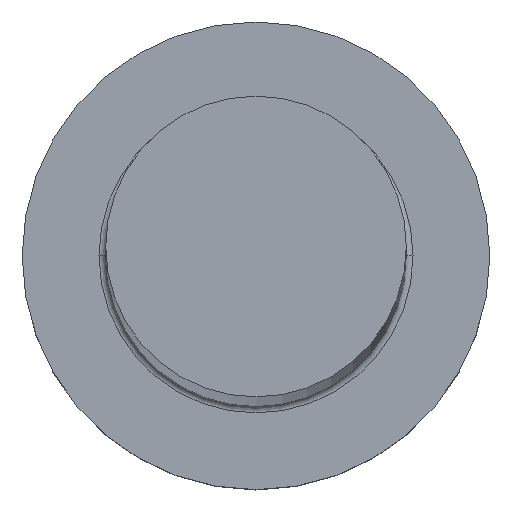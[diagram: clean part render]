
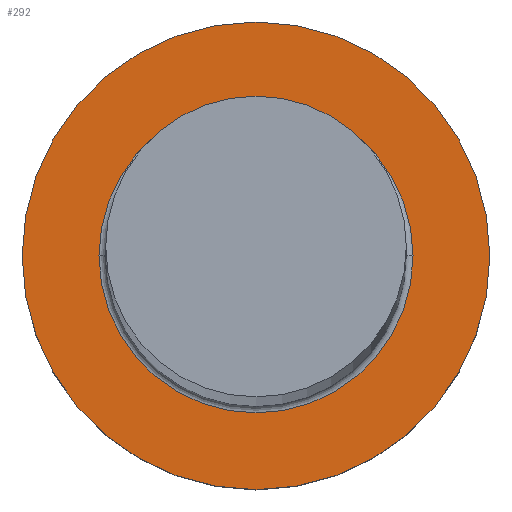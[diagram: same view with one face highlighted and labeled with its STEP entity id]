
A CAD part, top view. The second image highlights one B-rep face of the part: STEP entity #292.
In plain terms, the highlighted planar face has unit normal (0, 0, 1).
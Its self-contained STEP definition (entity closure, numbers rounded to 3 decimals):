
#3 = VERTEX_POINT ( 'NONE', #120 ) ;
#11 = CIRCLE ( 'NONE', #195, 4.7 ) ;
#12 = CARTESIAN_POINT ( 'NONE',  ( 0., 0., 5. ) ) ;
#20 = CIRCLE ( 'NONE', #179, 7. ) ;
#38 = DIRECTION ( 'NONE',  ( 1., 0., 0. ) ) ;
#51 = AXIS2_PLACEMENT_3D ( 'NONE', #106, #290, #107 ) ;
#54 = ORIENTED_EDGE ( 'NONE', *, *, #306, .T. ) ;
#78 = VERTEX_POINT ( 'NONE', #255 ) ;
#85 = DIRECTION ( 'NONE',  ( 1., 0., 0. ) ) ;
#94 = CARTESIAN_POINT ( 'NONE',  ( -4.7, 0., 5. ) ) ;
#96 = ORIENTED_EDGE ( 'NONE', *, *, #212, .T. ) ;
#98 = EDGE_LOOP ( 'NONE', ( #96, #149 ) ) ;
#106 = CARTESIAN_POINT ( 'NONE',  ( 0., 0., 5. ) ) ;
#107 = DIRECTION ( 'NONE',  ( 1., 0., 0. ) ) ;
#120 = CARTESIAN_POINT ( 'NONE',  ( -7., 0., 5. ) ) ;
#128 = DIRECTION ( 'NONE',  ( 0., 0., 1. ) ) ;
#130 = DIRECTION ( 'NONE',  ( 1., 0., 0. ) ) ;
#140 = VERTEX_POINT ( 'NONE', #94 ) ;
#145 = AXIS2_PLACEMENT_3D ( 'NONE', #247, #244, #130 ) ;
#149 = ORIENTED_EDGE ( 'NONE', *, *, #166, .T. ) ;
#150 = ORIENTED_EDGE ( 'NONE', *, *, #174, .T. ) ;
#155 = FACE_BOUND ( 'NONE', #98, .T. ) ;
#166 = EDGE_CURVE ( 'NONE', #140, #78, #11, .T. ) ;
#167 = EDGE_LOOP ( 'NONE', ( #54, #150 ) ) ;
#168 = VERTEX_POINT ( 'NONE', #222 ) ;
#171 = CARTESIAN_POINT ( 'NONE',  ( 0., 0., 5. ) ) ;
#174 = EDGE_CURVE ( 'NONE', #168, #3, #261, .T. ) ;
#177 = FACE_OUTER_BOUND ( 'NONE', #167, .T. ) ;
#179 = AXIS2_PLACEMENT_3D ( 'NONE', #223, #128, #220 ) ;
#195 = AXIS2_PLACEMENT_3D ( 'NONE', #171, #202, #38 ) ;
#202 = DIRECTION ( 'NONE',  ( 0., 0., -1. ) ) ;
#212 = EDGE_CURVE ( 'NONE', #78, #140, #307, .T. ) ;
#220 = DIRECTION ( 'NONE',  ( 1., 0., 0. ) ) ;
#222 = CARTESIAN_POINT ( 'NONE',  ( 7., 0., 5. ) ) ;
#223 = CARTESIAN_POINT ( 'NONE',  ( 0., 0., 5. ) ) ;
#244 = DIRECTION ( 'NONE',  ( 0., 0., 1. ) ) ;
#247 = CARTESIAN_POINT ( 'NONE',  ( 0., 0., 5. ) ) ;
#255 = CARTESIAN_POINT ( 'NONE',  ( 4.7, 0., 5. ) ) ;
#261 = CIRCLE ( 'NONE', #51, 7. ) ;
#270 = AXIS2_PLACEMENT_3D ( 'NONE', #12, #273, #85 ) ;
#273 = DIRECTION ( 'NONE',  ( 0., 0., -1. ) ) ;
#290 = DIRECTION ( 'NONE',  ( 0., 0., 1. ) ) ;
#292 = ADVANCED_FACE ( 'NONE', ( #155, #177 ), #296, .T. ) ;
#296 = PLANE ( 'NONE',  #145 ) ;
#306 = EDGE_CURVE ( 'NONE', #3, #168, #20, .T. ) ;
#307 = CIRCLE ( 'NONE', #270, 4.7 ) ;
